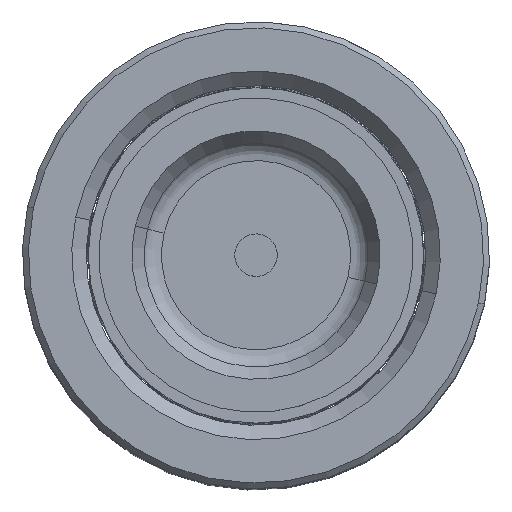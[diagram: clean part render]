
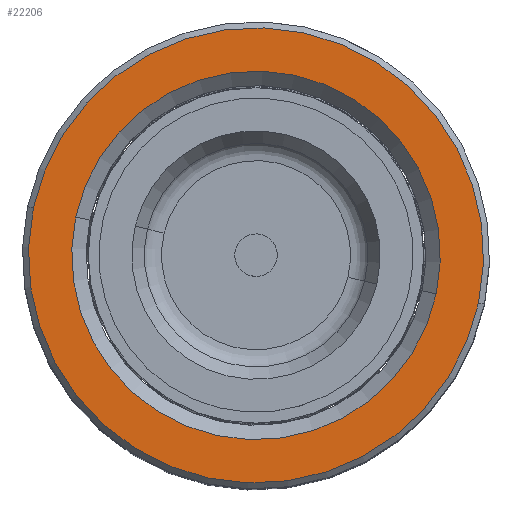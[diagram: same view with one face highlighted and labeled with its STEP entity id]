
A CAD part, top view. The second image highlights one B-rep face of the part: STEP entity #22206.
In plain terms, the highlighted planar face has unit normal (0, 0, 1).
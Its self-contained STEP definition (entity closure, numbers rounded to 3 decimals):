
#1606 = DIRECTION ( 'NONE',  ( 1., 0., 0. ) ) ;
#3625 = DIRECTION ( 'NONE',  ( 0., 0., -1. ) ) ;
#4155 = DIRECTION ( 'NONE',  ( 1., 0., 0. ) ) ;
#4219 = DIRECTION ( 'NONE',  ( 0., 0., 1. ) ) ;
#4289 = CIRCLE ( 'NONE', #25789, 26.8 ) ;
#5388 = CIRCLE ( 'NONE', #30527, 21.7 ) ;
#6170 = CARTESIAN_POINT ( 'NONE',  ( 21.7, 0., 80. ) ) ;
#6639 = ORIENTED_EDGE ( 'NONE', *, *, #33244, .T. ) ;
#6937 = DIRECTION ( 'NONE',  ( 0., 0., 1. ) ) ;
#7250 = CARTESIAN_POINT ( 'NONE',  ( 0., 0., 80. ) ) ;
#10341 = CARTESIAN_POINT ( 'NONE',  ( 0., 0., 80. ) ) ;
#11192 = CARTESIAN_POINT ( 'NONE',  ( -26.8, 0., 80. ) ) ;
#12545 = DIRECTION ( 'NONE',  ( 1., 0., 0. ) ) ;
#12797 = EDGE_CURVE ( 'NONE', #17424, #40476, #16316, .T. ) ;
#13818 = CIRCLE ( 'NONE', #36998, 21.7 ) ;
#14363 = VERTEX_POINT ( 'NONE', #6170 ) ;
#14444 = CARTESIAN_POINT ( 'NONE',  ( -21.7, 0., 80. ) ) ;
#16316 = CIRCLE ( 'NONE', #36760, 26.8 ) ;
#16744 = FACE_BOUND ( 'NONE', #42428, .T. ) ;
#17424 = VERTEX_POINT ( 'NONE', #11192 ) ;
#17752 = DIRECTION ( 'NONE',  ( 0., 0., -1. ) ) ;
#18180 = DIRECTION ( 'NONE',  ( 0., 0., 1. ) ) ;
#22206 = ADVANCED_FACE ( 'NONE', ( #25633, #16744 ), #37702, .T. ) ;
#22560 = AXIS2_PLACEMENT_3D ( 'NONE', #10341, #4219, #23928 ) ;
#23736 = DIRECTION ( 'NONE',  ( 1., 0., 0. ) ) ;
#23928 = DIRECTION ( 'NONE',  ( 1., 0., 0. ) ) ;
#25296 = ORIENTED_EDGE ( 'NONE', *, *, #40713, .T. ) ;
#25633 = FACE_OUTER_BOUND ( 'NONE', #41934, .T. ) ;
#25789 = AXIS2_PLACEMENT_3D ( 'NONE', #26912, #6937, #4155 ) ;
#26449 = EDGE_CURVE ( 'NONE', #14363, #42873, #13818, .T. ) ;
#26912 = CARTESIAN_POINT ( 'NONE',  ( 0., 0., 80. ) ) ;
#30527 = AXIS2_PLACEMENT_3D ( 'NONE', #7250, #3625, #23736 ) ;
#31860 = CARTESIAN_POINT ( 'NONE',  ( 0., 0., 80. ) ) ;
#32004 = CARTESIAN_POINT ( 'NONE',  ( 0., 0., 80. ) ) ;
#33244 = EDGE_CURVE ( 'NONE', #40476, #17424, #4289, .T. ) ;
#35917 = ORIENTED_EDGE ( 'NONE', *, *, #26449, .T. ) ;
#36760 = AXIS2_PLACEMENT_3D ( 'NONE', #32004, #18180, #1606 ) ;
#36998 = AXIS2_PLACEMENT_3D ( 'NONE', #31860, #17752, #12545 ) ;
#37702 = PLANE ( 'NONE',  #22560 ) ;
#38148 = CARTESIAN_POINT ( 'NONE',  ( 26.8, 0., 80. ) ) ;
#38295 = ORIENTED_EDGE ( 'NONE', *, *, #12797, .T. ) ;
#40476 = VERTEX_POINT ( 'NONE', #38148 ) ;
#40713 = EDGE_CURVE ( 'NONE', #42873, #14363, #5388, .T. ) ;
#41934 = EDGE_LOOP ( 'NONE', ( #38295, #6639 ) ) ;
#42428 = EDGE_LOOP ( 'NONE', ( #35917, #25296 ) ) ;
#42873 = VERTEX_POINT ( 'NONE', #14444 ) ;
